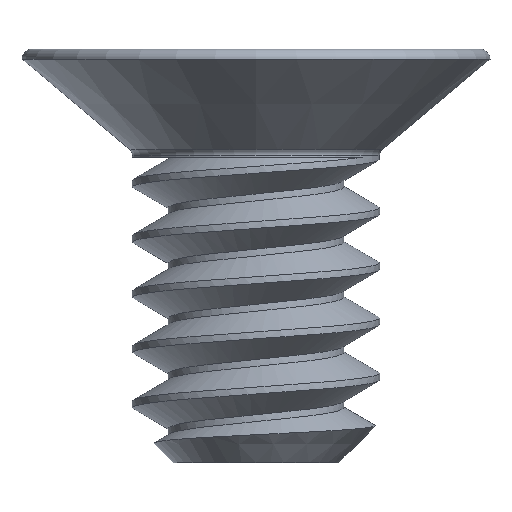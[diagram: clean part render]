
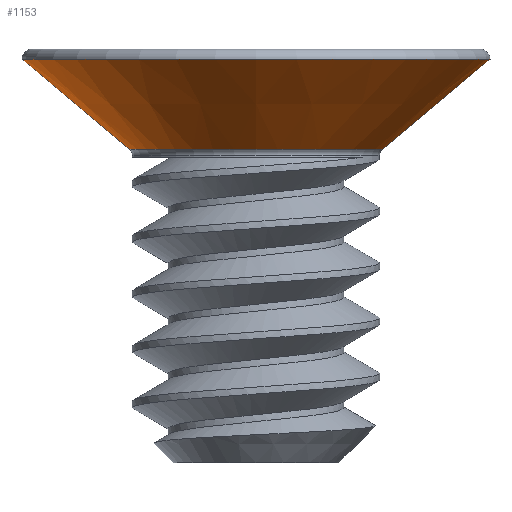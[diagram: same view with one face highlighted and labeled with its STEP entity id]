
A CAD part, left-side view. The second image highlights one B-rep face of the part: STEP entity #1153.
In plain terms, the highlighted conical face has half-angle 50 degrees and reference radius 2.692 mm.
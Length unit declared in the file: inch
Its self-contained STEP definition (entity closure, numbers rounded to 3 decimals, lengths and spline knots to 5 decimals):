
#37 = CARTESIAN_POINT ( 'NONE',  ( 0., 0., 0.04441 ) ) ;
#199 = EDGE_LOOP ( 'NONE', ( #771, #1740, #629, #1288 ) ) ;
#261 = CARTESIAN_POINT ( 'NONE',  ( 0., -0.106, 0.04441 ) ) ;
#326 = DIRECTION ( 'NONE',  ( 0., -1., 0. ) ) ;
#394 = DIRECTION ( 'NONE',  ( 0., 0., 1. ) ) ;
#407 = CARTESIAN_POINT ( 'NONE',  ( 0., 0., 0.04441 ) ) ;
#416 = EDGE_CURVE ( 'NONE', #855, #2199, #2388, .T. ) ;
#435 = DIRECTION ( 'NONE',  ( 0., -1., 0. ) ) ;
#471 = CARTESIAN_POINT ( 'NONE',  ( 0., -0.106, 0.04441 ) ) ;
#629 = ORIENTED_EDGE ( 'NONE', *, *, #1260, .T. ) ;
#680 = DIRECTION ( 'NONE',  ( 0., 0., 1. ) ) ;
#771 = ORIENTED_EDGE ( 'NONE', *, *, #2396, .F. ) ;
#778 = CARTESIAN_POINT ( 'NONE',  ( 0., 0.05725, 0.0035 ) ) ;
#784 = DIRECTION ( 'NONE',  ( 0., -1., 0. ) ) ;
#832 = LINE ( 'NONE', #1615, #2000 ) ;
#855 = VERTEX_POINT ( 'NONE', #1626 ) ;
#857 = CARTESIAN_POINT ( 'NONE',  ( 0., -0.05725, 0.0035 ) ) ;
#929 = CIRCLE ( 'NONE', #1765, 0.05725 ) ;
#1029 = VECTOR ( 'NONE', #1764, 39.37008 ) ;
#1071 = AXIS2_PLACEMENT_3D ( 'NONE', #37, #680, #435 ) ;
#1137 = AXIS2_PLACEMENT_3D ( 'NONE', #407, #394, #784 ) ;
#1153 = ADVANCED_FACE ( 'NONE', ( #1252 ), #1378, .T. ) ;
#1252 = FACE_OUTER_BOUND ( 'NONE', #199, .T. ) ;
#1260 = EDGE_CURVE ( 'NONE', #1590, #2199, #2042, .T. ) ;
#1288 = ORIENTED_EDGE ( 'NONE', *, *, #416, .F. ) ;
#1378 = CONICAL_SURFACE ( 'NONE', #1071, 0.106, 0.873 ) ;
#1563 = DIRECTION ( 'NONE',  ( 0., 0., 1. ) ) ;
#1590 = VERTEX_POINT ( 'NONE', #857 ) ;
#1615 = CARTESIAN_POINT ( 'NONE',  ( 0., 0.106, 0.04441 ) ) ;
#1626 = CARTESIAN_POINT ( 'NONE',  ( 0., 0.106, 0.04441 ) ) ;
#1740 = ORIENTED_EDGE ( 'NONE', *, *, #1832, .T. ) ;
#1764 = DIRECTION ( 'NONE',  ( 0., -0.766, 0.643 ) ) ;
#1765 = AXIS2_PLACEMENT_3D ( 'NONE', #2395, #1563, #326 ) ;
#1832 = EDGE_CURVE ( 'NONE', #2495, #1590, #929, .T. ) ;
#2000 = VECTOR ( 'NONE', #2215, 39.37008 ) ;
#2042 = LINE ( 'NONE', #471, #1029 ) ;
#2199 = VERTEX_POINT ( 'NONE', #261 ) ;
#2215 = DIRECTION ( 'NONE',  ( 0., 0.766, 0.643 ) ) ;
#2388 = CIRCLE ( 'NONE', #1137, 0.106 ) ;
#2395 = CARTESIAN_POINT ( 'NONE',  ( 0., 0., 0.0035 ) ) ;
#2396 = EDGE_CURVE ( 'NONE', #2495, #855, #832, .T. ) ;
#2495 = VERTEX_POINT ( 'NONE', #778 ) ;
